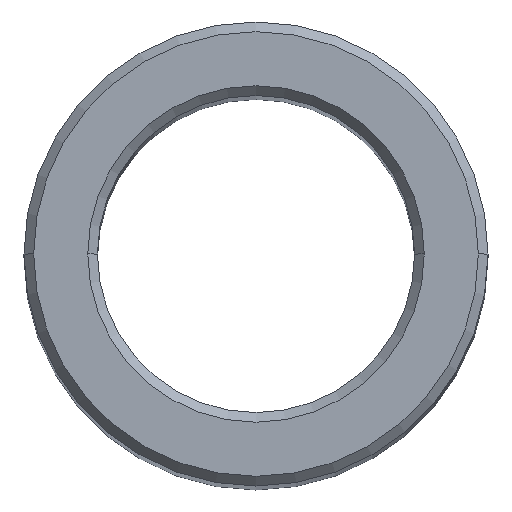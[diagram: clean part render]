
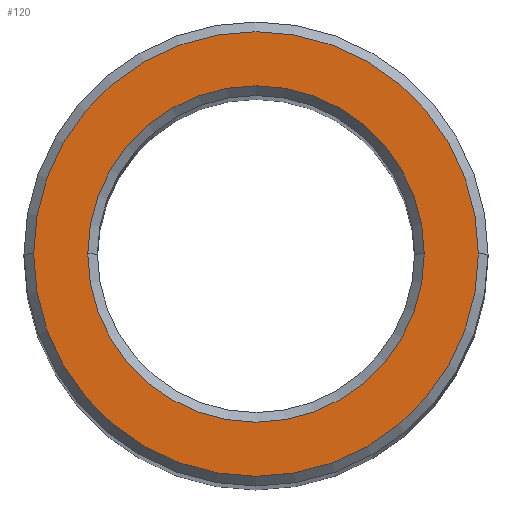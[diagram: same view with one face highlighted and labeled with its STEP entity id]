
A CAD part, top view. The second image highlights one B-rep face of the part: STEP entity #120.
In plain terms, the highlighted planar face has unit normal (0, 0, 1).
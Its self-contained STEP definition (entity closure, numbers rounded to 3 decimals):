
#61=AXIS2_PLACEMENT_3D('Circle Axis2P3D',#59,#60,$) ;
#83=AXIS2_PLACEMENT_3D('Circle Axis2P3D',#81,#82,$) ;
#96=AXIS2_PLACEMENT_3D('Plane Axis2P3D',#93,#94,#95) ;
#104=AXIS2_PLACEMENT_3D('Circle Axis2P3D',#102,#103,$) ;
#113=AXIS2_PLACEMENT_3D('Circle Axis2P3D',#111,#112,$) ;
#40=CARTESIAN_POINT('Vertex',(-5.75,0.,59.6)) ;
#56=CARTESIAN_POINT('Vertex',(5.75,0.,59.6)) ;
#59=CARTESIAN_POINT('Axis2P3D Location',(0.,0.,59.6)) ;
#81=CARTESIAN_POINT('Axis2P3D Location',(0.,0.,59.6)) ;
#93=CARTESIAN_POINT('Axis2P3D Location',(0.,0.,59.6)) ;
#102=CARTESIAN_POINT('Axis2P3D Location',(0.,0.,59.6)) ;
#106=CARTESIAN_POINT('Vertex',(-4.35,0.,59.6)) ;
#108=CARTESIAN_POINT('Vertex',(4.35,0.,59.6)) ;
#111=CARTESIAN_POINT('Axis2P3D Location',(0.,0.,59.6)) ;
#60=DIRECTION('Axis2P3D Direction',(0.,0.,1.)) ;
#82=DIRECTION('Axis2P3D Direction',(0.,0.,1.)) ;
#94=DIRECTION('Axis2P3D Direction',(0.,0.,1.)) ;
#95=DIRECTION('Axis2P3D XDirection',(1.,0.,0.)) ;
#103=DIRECTION('Axis2P3D Direction',(0.,0.,1.)) ;
#112=DIRECTION('Axis2P3D Direction',(0.,0.,1.)) ;
#99=ORIENTED_EDGE('',*,*,#63,.T.) ;
#100=ORIENTED_EDGE('',*,*,#85,.T.) ;
#117=ORIENTED_EDGE('',*,*,#110,.F.) ;
#118=ORIENTED_EDGE('',*,*,#115,.F.) ;
#119=FACE_BOUND('',#116,.T.) ;
#120=ADVANCED_FACE('PartBody',(#101,#119),#97,.T.) ;
#62=CIRCLE('generated circle',#61,5.75) ;
#84=CIRCLE('generated circle',#83,5.75) ;
#105=CIRCLE('generated circle',#104,4.35) ;
#114=CIRCLE('generated circle',#113,4.35) ;
#63=EDGE_CURVE('',#41,#57,#62,.T.) ;
#85=EDGE_CURVE('',#57,#41,#84,.T.) ;
#110=EDGE_CURVE('',#107,#109,#105,.T.) ;
#115=EDGE_CURVE('',#109,#107,#114,.T.) ;
#98=EDGE_LOOP('',(#99,#100)) ;
#116=EDGE_LOOP('',(#117,#118)) ;
#101=FACE_OUTER_BOUND('',#98,.T.) ;
#97=PLANE('',#96) ;
#41=VERTEX_POINT('',#40) ;
#57=VERTEX_POINT('',#56) ;
#107=VERTEX_POINT('',#106) ;
#109=VERTEX_POINT('',#108) ;
